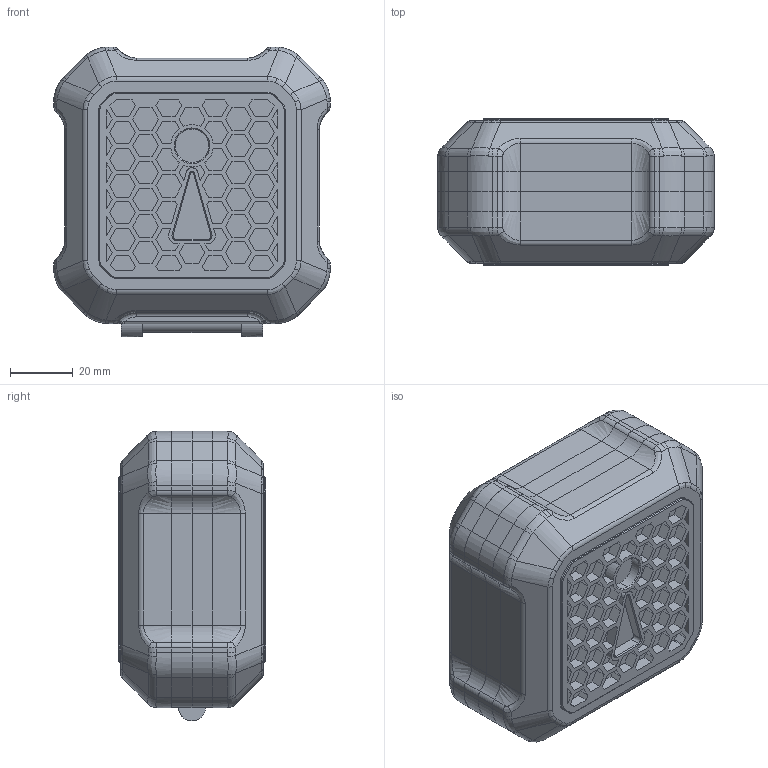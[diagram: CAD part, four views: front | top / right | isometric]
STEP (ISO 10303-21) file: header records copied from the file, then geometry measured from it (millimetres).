
FILE_DESCRIPTION(('FreeCAD Model'),'2;1');
FILE_NAME('Open CASCADE Shape Model','2025-05-03T13:54:20',('FreeCAD'),( 'FreeCAD'),'Open CASCADE STEP processor 7.6','FreeCAD','Unknown');
FILE_SCHEMA(('AUTOMOTIVE_DESIGN { 1 0 10303 214 1 1 1 1 }'));
Products named in the file (1): Open CASCADE STEP translator 7.6 1
Bounding box: 87.9 x 46.79 x 92.15 mm (x, y, z)
Volume: 132745.3 mm3; surface area: 78362.5 mm2
Topology: 14 solids, 16 shells, 1386 faces, 3763 edges, 2419 vertices
Faces by surface type: bspline 1386
Entity records: 45492 total; most frequent: CARTESIAN_POINT 23903, ORIENTED_EDGE 7502, EDGE_CURVE 3751, B_SPLINE_CURVE_WITH_KNOTS 2448, VERTEX_POINT 2419, FACE_BOUND 1680, EDGE_LOOP 1680, ADVANCED_FACE 1386
